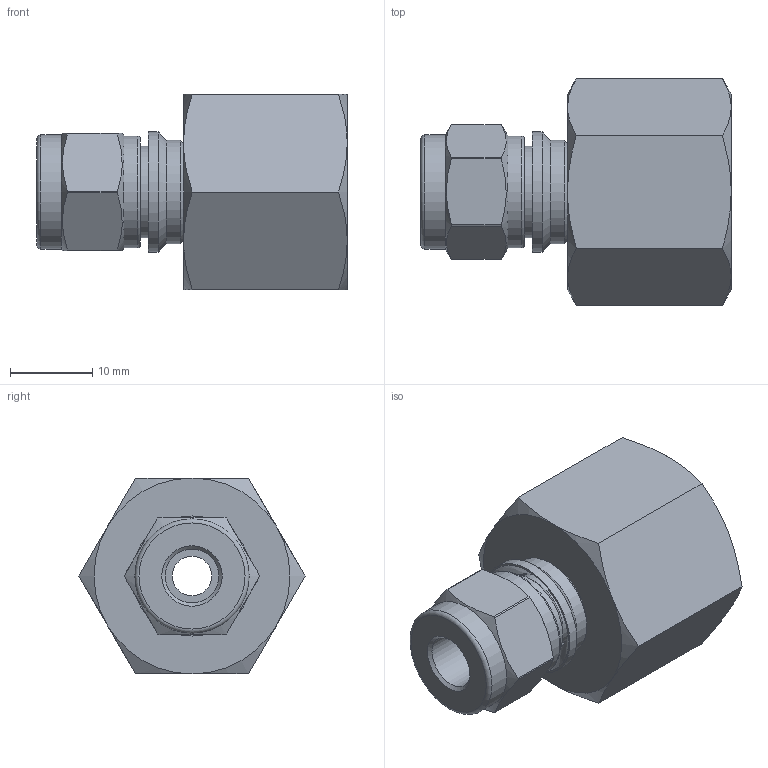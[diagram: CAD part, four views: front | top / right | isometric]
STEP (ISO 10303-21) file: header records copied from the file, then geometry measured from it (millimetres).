
FILE_DESCRIPTION(/* description */ (''),/* implementation_level */ '2;1');
FILE_NAME(/* name */ 'SGCI-4-6G.stp',/* time_stamp */ '2022-05-04T15:11:38+09:00',/* author */ ('user'),/* organization */ (''),/* preprocessor_version */ 'ST-DEVELOPER v18.1',/* originating_system */ 'Autodesk Inventor 2022',/* authorisation */ '');
FILE_SCHEMA (('AUTOMOTIVE_DESIGN { 1 0 10303 214 3 1 1 }'));
Length unit declared in the file: millimetre
Products named in the file (1): SGC-4-6G
Bounding box: 37.74 x 27.5 x 23.81 mm (x, y, z)
Volume: 8881 mm3; surface area: 4994.6 mm2
Topology: 1 solids, 1 shells, 62 faces, 135 edges, 82 vertices
Faces by surface type: cone 22, plane 21, cylinder 17, torus 2
Full cylindrical faces by diameter (mm): 4.826 x1, 6.5 x1, 6.55 x1, 9.4 x1, 10.1 x1, 11.113 x1, 12.6 x1, 13.6 x1, 13.9 x1, 14.6 x1, 15 x1
Entity records: 1696 total; most frequent: CARTESIAN_POINT 352, DIRECTION 285, ORIENTED_EDGE 270, EDGE_CURVE 135, AXIS2_PLACEMENT_3D 123, VERTEX_POINT 82, EDGE_LOOP 71, FACE_OUTER_BOUND 62
